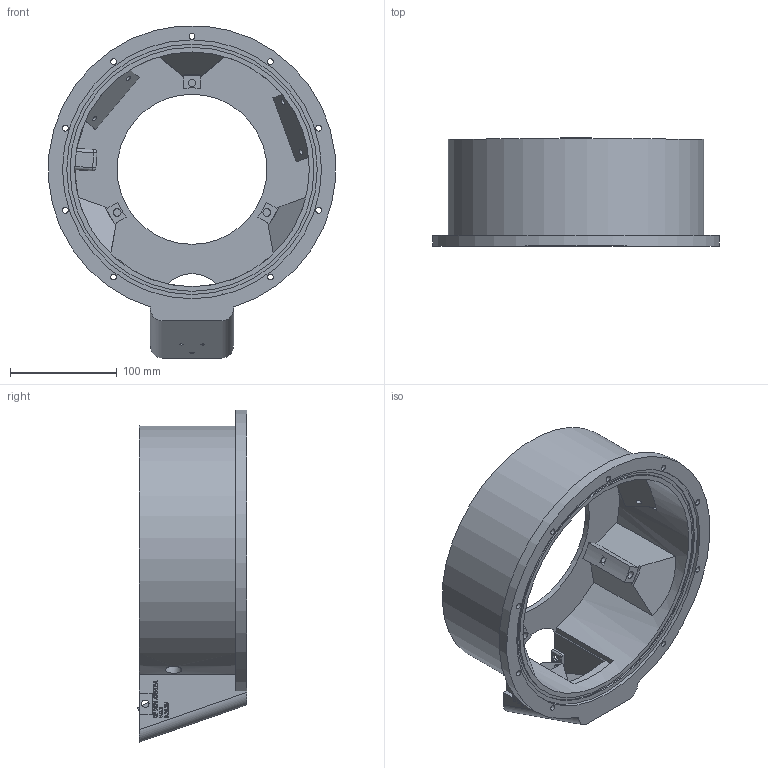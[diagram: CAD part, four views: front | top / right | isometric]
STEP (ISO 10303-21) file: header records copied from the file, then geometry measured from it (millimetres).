
FILE_DESCRIPTION(/* description */ (''),/* implementation_level */ '2;1');
FILE_NAME(/* name */ 'Cylinder Housing Camera.stp',/* time_stamp */ '2025-10-06T01:49:16-04:00',/* author */ ('mateo'),/* organization */ (''),/* preprocessor_version */ 'ST-DEVELOPER v20.1',/* originating_system */ 'Autodesk Inventor 2026',/* authorisation */ '');
FILE_SCHEMA (('AUTOMOTIVE_DESIGN { 1 0 10303 214 3 1 1 }'));
Length unit declared in the file: millimetre
Products named in the file (1): Cylinder Slidey Bit Housing Camera only v0.2.11
Bounding box: 269.35 x 102.31 x 311.61 mm (x, y, z)
Volume: 1323053.1 mm3; surface area: 270152.5 mm2
Topology: 1 solids, 1 shells, 575 faces, 1542 edges, 1014 vertices
Faces by surface type: plane 342, bspline 168, cylinder 59, cone 4, sphere 2
Full cylindrical faces by diameter (mm): 4 x3, 5 x4, 5.5 x9, 7 x4, 7.125 x5, 15 x1, 140.75 x1, 220.25 x1, 229 x1, 235 x1, 243 x1
Entity records: 19301 total; most frequent: CARTESIAN_POINT 5807, ORIENTED_EDGE 3084, DIRECTION 2171, EDGE_CURVE 1542, LINE 1023, VECTOR 1023, VERTEX_POINT 1014, EDGE_LOOP 670
